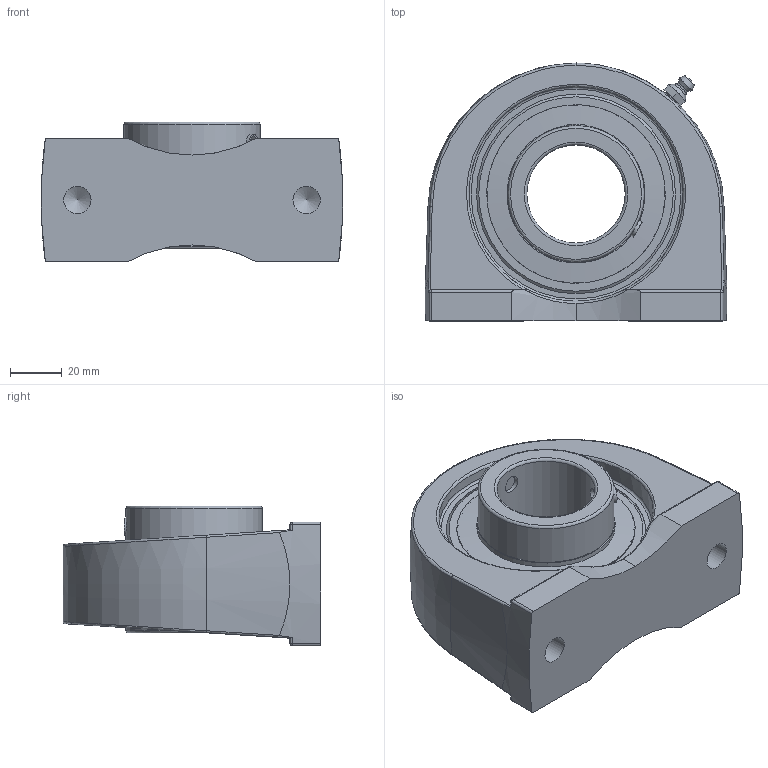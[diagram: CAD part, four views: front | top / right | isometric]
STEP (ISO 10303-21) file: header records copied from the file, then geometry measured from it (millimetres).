
FILE_DESCRIPTION(('HOOPS Exchange Step'),'2;1');
FILE_NAME('export-82BFAE78-BD2D-43B5-9326-E4311CCF6703.stp','2019-12-13T16:49:36+16:00',('ibuslach'),('Alibre'),'HOOPS Exchange 2019.2','Alibre','Unknown authorisation');
FILE_SCHEMA( ('AP242_MANAGED_MODEL_BASED_3D_ENGINEERING_MIM_LF {1 0 10303 442 1 1 4 }') );
Length unit declared in the file: centimetre
Products named in the file (7): SUC 208-24 RACES; SUC 208 SHIELD; SUC 208 SS; MRN SUC 208-24; MRN SPA 208; UCP ZERK 6mm; MRN SUCPA 208-24
Assembly tree (8 placements, depth 3):
  MRN SUCPA 208-24
    MRN SUC 208-24
      SUC 208-24 RACES
      SUC 208 SHIELD  x2
      SUC 208 SS  x2
    MRN SPA 208
    UCP ZERK 6mm
Bounding box: 117 x 100 x 54.2 mm (x, y, z)
Volume: 264385.3 mm3; surface area: 72571.4 mm2
Topology: 8 solids, 8 shells, 174 faces, 466 edges, 298 vertices
Faces by surface type: plane 55, cylinder 49, cone 22, torus 19, bspline 16, sphere 13
Full cylindrical faces by diameter (mm): 1.505 x2, 6 x2, 6.782 x4, 10.592 x2, 38.1 x1, 52.832 x3, 53.594 x2, 69.215 x3, 83.195 x2
Entity records: 10930 total; most frequent: CARTESIAN_POINT 6932, ORIENTED_EDGE 814, DIRECTION 803, EDGE_CURVE 407, AXIS2_PLACEMENT_3D 341, VERTEX_POINT 267, EDGE_LOOP 178, FACE_BOUND 178
